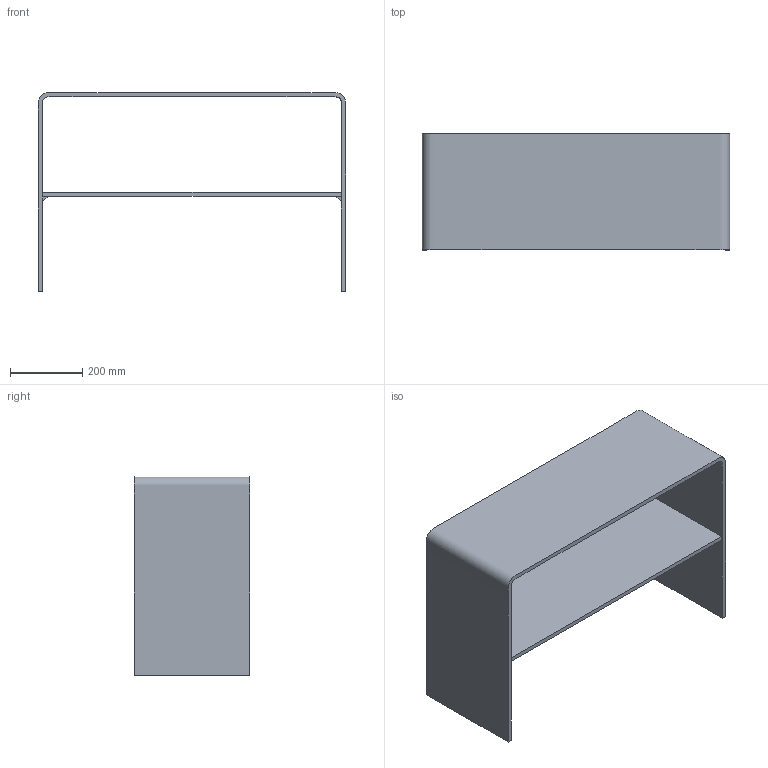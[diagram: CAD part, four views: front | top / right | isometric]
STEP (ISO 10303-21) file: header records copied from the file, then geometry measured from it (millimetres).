
FILE_DESCRIPTION(/* description */ (''),/* implementation_level */ '2;1');
FILE_NAME(/* name */ '1313 - Rialto Side 85x32',/* time_stamp */ '2010-11-04T12:12:51+01:00',/* author */ (''),/* organization */ (''),/* preprocessor_version */ 'ST-DEVELOPER v10',/* originating_system */ '',/* authorisation */ '');
FILE_SCHEMA (('CONFIG_CONTROL_DESIGN'));
Length unit declared in the file: centimetre
Products named in the file (1): 1
Bounding box: 850 x 320 x 550 mm (x, y, z)
Volume: 7185985.7 mm3; surface area: 1798331.2 mm2
Topology: 6 solids, 6 shells, 40 faces, 84 edges, 56 vertices
Faces by surface type: plane 38, bspline 2
Entity records: 1100 total; most frequent: CARTESIAN_POINT 376, ORIENTED_EDGE 168, EDGE_CURVE 84, B_SPLINE_CURVE_WITH_KNOTS 80, VERTEX_POINT 56, DIRECTION 42, ADVANCED_FACE 40, FACE_OUTER_BOUND 40
